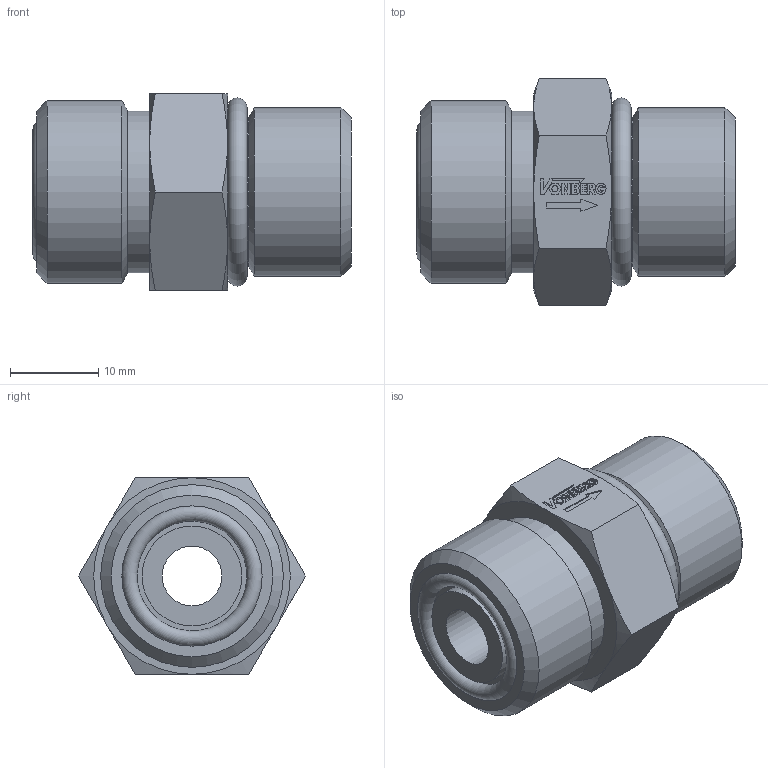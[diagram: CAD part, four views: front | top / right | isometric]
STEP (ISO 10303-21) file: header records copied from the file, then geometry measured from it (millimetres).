
FILE_DESCRIPTION((''),'2;1');
FILE_NAME('1108J.stp','2014-12-29T14:35:13',('jml'),(''),'Autodesk Inventor 2010','Autodesk Inventor 2010','');
FILE_SCHEMA(('AUTOMOTIVE_DESIGN { 1 0 10303 214 1 1 1 1 }'));
Length unit declared in the file: inch
Products named in the file (4): 1108J; 221579; 908 O-RING; 014 O-RING
Assembly tree (3 placements, depth 2):
  1108J
    221579
    908 O-RING
    014 O-RING
Bounding box: 35.97 x 25.66 x 22.23 mm (x, y, z)
Volume: 10481.2 mm3; surface area: 4730.9 mm2
Topology: 3 solids, 3 shells, 136 faces, 330 edges, 214 vertices
Faces by surface type: plane 96, cylinder 22, cone 16, torus 2
Full cylindrical faces by diameter (mm): 0.696 x1, 6.756 x1, 11.278 x1, 15.85 x1, 16.815 x1, 18.263 x1, 19.05 x1, 20.638 x1
Entity records: 3995 total; most frequent: CARTESIAN_POINT 721, DIRECTION 642, ORIENTED_EDGE 634, EDGE_CURVE 317, VECTOR 230, LINE 230, VERTEX_POINT 213, AXIS2_PLACEMENT_3D 206
